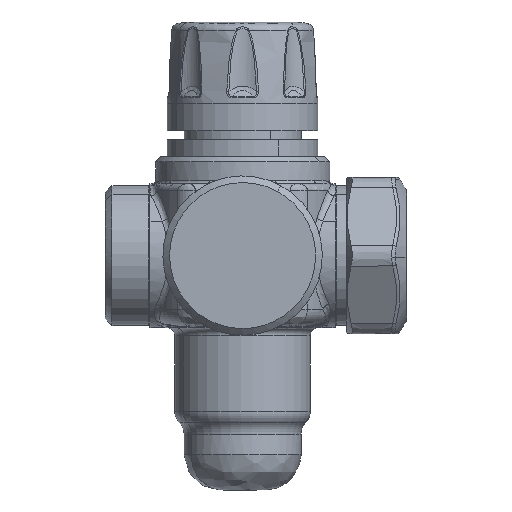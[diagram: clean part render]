
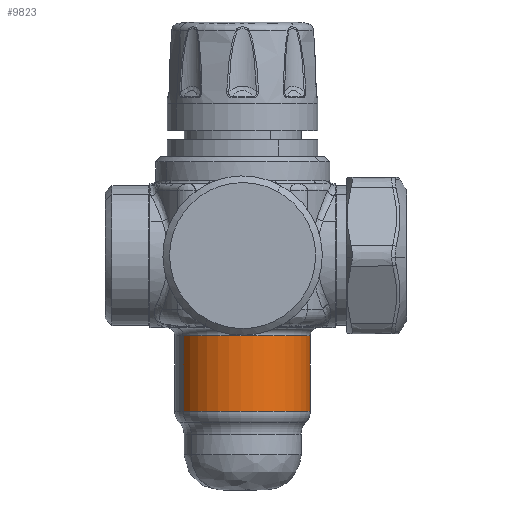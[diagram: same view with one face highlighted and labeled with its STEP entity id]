
A CAD part, front view. The second image highlights one B-rep face of the part: STEP entity #9823.
In plain terms, the highlighted cylindrical face has radius 20.25 mm (diameter 40.5 mm), a partial arc.
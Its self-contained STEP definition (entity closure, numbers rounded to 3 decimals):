
#8419=CARTESIAN_POINT('Vertex',(-17.771,-9.708,-46.434)) ;
#8443=CARTESIAN_POINT('Vertex',(17.771,9.708,-46.434)) ;
#8467=CARTESIAN_POINT('Vertex',(-17.771,-9.708,-24.)) ;
#8470=CARTESIAN_POINT('Line Origine',(-17.771,-9.708,-20.25)) ;
#8492=CARTESIAN_POINT('Vertex',(17.771,9.708,-24.)) ;
#8495=CARTESIAN_POINT('Line Origine',(17.771,9.708,-20.25)) ;
#9795=CARTESIAN_POINT('Axis2P3D Location',(0.,0.,-46.434)) ;
#9807=CARTESIAN_POINT('Axis2P3D Location',(0.,0.,-20.25)) ;
#9812=CARTESIAN_POINT('Axis2P3D Location',(0.,0.,-24.)) ;
#8471=DIRECTION('Vector Direction',(0.,0.,1.)) ;
#8496=DIRECTION('Vector Direction',(0.,0.,1.)) ;
#9796=DIRECTION('Axis2P3D Direction',(0.,0.,1.)) ;
#9808=DIRECTION('Axis2P3D Direction',(0.,0.,1.)) ;
#9809=DIRECTION('Axis2P3D XDirection',(-0.479,0.878,0.)) ;
#9813=DIRECTION('Axis2P3D Direction',(0.,0.,1.)) ;
#9797=AXIS2_PLACEMENT_3D('Circle Axis2P3D',#9795,#9796,$) ;
#9810=AXIS2_PLACEMENT_3D('Cylinder Axis2P3D',#9807,#9808,#9809) ;
#9814=AXIS2_PLACEMENT_3D('Circle Axis2P3D',#9812,#9813,$) ;
#9818=ORIENTED_EDGE('',*,*,#8474,.F.) ;
#9819=ORIENTED_EDGE('',*,*,#9816,.T.) ;
#9820=ORIENTED_EDGE('',*,*,#8499,.F.) ;
#9821=ORIENTED_EDGE('',*,*,#9799,.T.) ;
#8472=VECTOR('Line Direction',#8471,1.) ;
#8497=VECTOR('Line Direction',#8496,1.) ;
#9823=ADVANCED_FACE('Sheet.1',(#9822),#9811,.F.) ;
#9798=CIRCLE('generated circle',#9797,20.25) ;
#9815=CIRCLE('generated circle',#9814,20.25) ;
#9811=CYLINDRICAL_SURFACE('generated cylinder',#9810,20.25) ;
#8474=EDGE_CURVE('',#8468,#8420,#8473,.F.) ;
#8499=EDGE_CURVE('',#8444,#8493,#8498,.T.) ;
#9799=EDGE_CURVE('',#8444,#8420,#9798,.F.) ;
#9816=EDGE_CURVE('',#8468,#8493,#9815,.T.) ;
#9817=EDGE_LOOP('',(#9818,#9819,#9820,#9821)) ;
#9822=FACE_OUTER_BOUND('',#9817,.T.) ;
#8473=LINE('Line',#8470,#8472) ;
#8498=LINE('Line',#8495,#8497) ;
#8420=VERTEX_POINT('',#8419) ;
#8444=VERTEX_POINT('',#8443) ;
#8468=VERTEX_POINT('',#8467) ;
#8493=VERTEX_POINT('',#8492) ;
